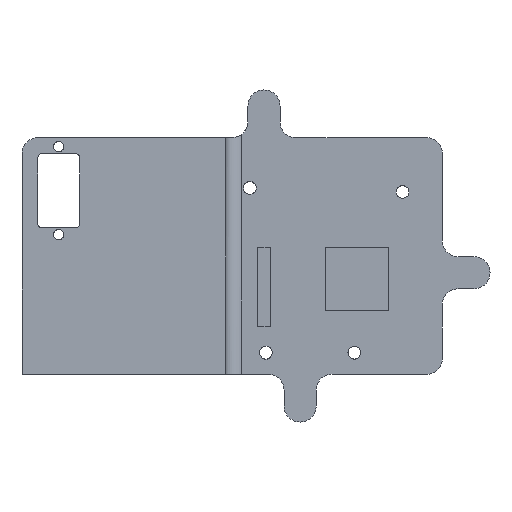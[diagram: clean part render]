
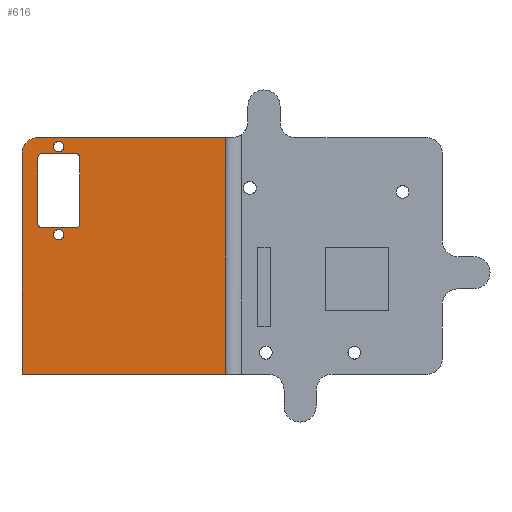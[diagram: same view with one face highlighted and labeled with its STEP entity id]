
A CAD part, front view. The second image highlights one B-rep face of the part: STEP entity #616.
In plain terms, the highlighted planar face has unit normal (0, -1, 0).
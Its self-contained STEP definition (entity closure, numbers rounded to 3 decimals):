
#16 = CARTESIAN_POINT ( 'NONE',  ( 5.25, -34.8, -32.3 ) ) ;
#33 = VERTEX_POINT ( 'NONE', #695 ) ;
#84 = CARTESIAN_POINT ( 'NONE',  ( 0., -34.8, -56.6 ) ) ;
#101 = EDGE_CURVE ( 'NONE', #33, #2070, #484, .T. ) ;
#107 = VECTOR ( 'NONE', #2160, 1000. ) ;
#116 = CIRCLE ( 'NONE', #1099, 1.6 ) ;
#140 = EDGE_CURVE ( 'NONE', #2053, #1985, #535, .T. ) ;
#160 = AXIS2_PLACEMENT_3D ( 'NONE', #16, #1024, #1839 ) ;
#167 = CARTESIAN_POINT ( 'NONE',  ( 0., -34.8, -58.2 ) ) ;
#172 = ORIENTED_EDGE ( 'NONE', *, *, #1732, .T. ) ;
#196 = CIRCLE ( 'NONE', #1048, 1.6 ) ;
#220 = CARTESIAN_POINT ( 'NONE',  ( -5.25, -34.8, -53.1 ) ) ;
#222 = CARTESIAN_POINT ( 'NONE',  ( 0., -34.8, -30.4 ) ) ;
#228 = ORIENTED_EDGE ( 'NONE', *, *, #101, .F. ) ;
#281 = AXIS2_PLACEMENT_3D ( 'NONE', #874, #2301, #1484 ) ;
#283 = LINE ( 'NONE', #2559, #2247 ) ;
#297 = EDGE_CURVE ( 'NONE', #1133, #1313, #566, .T. ) ;
#303 = VERTEX_POINT ( 'NONE', #2610 ) ;
#306 = ORIENTED_EDGE ( 'NONE', *, *, #140, .T. ) ;
#308 = DIRECTION ( 'NONE',  ( 0., 1., 0. ) ) ;
#327 = CARTESIAN_POINT ( 'NONE',  ( 5.25, -34.8, -30.95 ) ) ;
#345 = EDGE_CURVE ( 'NONE', #1313, #33, #987, .T. ) ;
#346 = DIRECTION ( 'NONE',  ( 0., 0., 1. ) ) ;
#356 = EDGE_LOOP ( 'NONE', ( #1171, #2345 ) ) ;
#373 = DIRECTION ( 'NONE',  ( 0., 1., 0. ) ) ;
#390 = ORIENTED_EDGE ( 'NONE', *, *, #345, .F. ) ;
#392 = DIRECTION ( 'NONE',  ( 0., 1., 0. ) ) ;
#403 = ORIENTED_EDGE ( 'NONE', *, *, #2550, .T. ) ;
#408 = ORIENTED_EDGE ( 'NONE', *, *, #297, .F. ) ;
#415 = CARTESIAN_POINT ( 'NONE',  ( -6.6, -34.8, -30.95 ) ) ;
#484 = LINE ( 'NONE', #1302, #1809 ) ;
#496 = VECTOR ( 'NONE', #2452, 1000. ) ;
#497 = FACE_BOUND ( 'NONE', #1341, .T. ) ;
#514 = CARTESIAN_POINT ( 'NONE',  ( -5.25, -34.8, -32.3 ) ) ;
#535 = LINE ( 'NONE', #1344, #1422 ) ;
#553 = VERTEX_POINT ( 'NONE', #1278 ) ;
#566 = CIRCLE ( 'NONE', #1300, 5. ) ;
#567 = CARTESIAN_POINT ( 'NONE',  ( -11.6, -34.8, -100.7 ) ) ;
#583 = VERTEX_POINT ( 'NONE', #2492 ) ;
#616 = ADVANCED_FACE ( 'NONE', ( #1117, #1258, #1106, #497 ), #1660, .F. ) ;
#649 = EDGE_CURVE ( 'NONE', #2050, #702, #762, .T. ) ;
#695 = CARTESIAN_POINT ( 'NONE',  ( 52.85, -34.8, -25.95 ) ) ;
#702 = VERTEX_POINT ( 'NONE', #327 ) ;
#710 = CIRCLE ( 'NONE', #1055, 1.6 ) ;
#740 = CARTESIAN_POINT ( 'NONE',  ( 0., -34.8, -27.2 ) ) ;
#760 = CARTESIAN_POINT ( 'NONE',  ( -5.25, -34.8, -30.95 ) ) ;
#762 = LINE ( 'NONE', #2187, #107 ) ;
#794 = VERTEX_POINT ( 'NONE', #1654 ) ;
#798 = EDGE_LOOP ( 'NONE', ( #228, #390, #408, #1371, #1712 ) ) ;
#820 = DIRECTION ( 'NONE',  ( 0., 0., 1. ) ) ;
#874 = CARTESIAN_POINT ( 'NONE',  ( 5.25, -34.8, -53.1 ) ) ;
#888 = CARTESIAN_POINT ( 'NONE',  ( 6.6, -34.8, -53.1 ) ) ;
#894 = EDGE_LOOP ( 'NONE', ( #2637, #2617 ) ) ;
#987 = LINE ( 'NONE', #1002, #2283 ) ;
#1002 = CARTESIAN_POINT ( 'NONE',  ( -6.6, -34.8, -25.95 ) ) ;
#1009 = DIRECTION ( 'NONE',  ( 0., 1., 0. ) ) ;
#1024 = DIRECTION ( 'NONE',  ( 0., 1., 0. ) ) ;
#1048 = AXIS2_PLACEMENT_3D ( 'NONE', #1550, #1799, #2544 ) ;
#1055 = AXIS2_PLACEMENT_3D ( 'NONE', #1655, #1834, #820 ) ;
#1061 = EDGE_CURVE ( 'NONE', #1270, #2053, #2625, .T. ) ;
#1098 = CARTESIAN_POINT ( 'NONE',  ( -6.6, -34.8, -32.3 ) ) ;
#1099 = AXIS2_PLACEMENT_3D ( 'NONE', #2193, #373, #1959 ) ;
#1105 = VECTOR ( 'NONE', #346, 1000. ) ;
#1106 = FACE_OUTER_BOUND ( 'NONE', #798, .T. ) ;
#1117 = FACE_BOUND ( 'NONE', #894, .T. ) ;
#1133 = VERTEX_POINT ( 'NONE', #1520 ) ;
#1149 = ORIENTED_EDGE ( 'NONE', *, *, #1174, .T. ) ;
#1157 = EDGE_CURVE ( 'NONE', #2438, #1579, #196, .T. ) ;
#1162 = ORIENTED_EDGE ( 'NONE', *, *, #1463, .T. ) ;
#1171 = ORIENTED_EDGE ( 'NONE', *, *, #1728, .T. ) ;
#1172 = DIRECTION ( 'NONE',  ( 0., 1., 0. ) ) ;
#1174 = EDGE_CURVE ( 'NONE', #794, #2246, #283, .T. ) ;
#1198 = DIRECTION ( 'NONE',  ( 1., 0., 0. ) ) ;
#1231 = VERTEX_POINT ( 'NONE', #167 ) ;
#1240 = EDGE_CURVE ( 'NONE', #1231, #553, #2549, .T. ) ;
#1258 = FACE_BOUND ( 'NONE', #356, .T. ) ;
#1262 = CIRCLE ( 'NONE', #1439, 1.35 ) ;
#1270 = VERTEX_POINT ( 'NONE', #888 ) ;
#1274 = CIRCLE ( 'NONE', #160, 1.35 ) ;
#1278 = CARTESIAN_POINT ( 'NONE',  ( 0., -34.8, -55. ) ) ;
#1300 = AXIS2_PLACEMENT_3D ( 'NONE', #415, #392, #1634 ) ;
#1302 = CARTESIAN_POINT ( 'NONE',  ( 52.85, -34.8, -100.7 ) ) ;
#1313 = VERTEX_POINT ( 'NONE', #2325 ) ;
#1319 = CARTESIAN_POINT ( 'NONE',  ( -6.6, -34.8, -30.95 ) ) ;
#1336 = DIRECTION ( 'NONE',  ( 0., 0., 1. ) ) ;
#1341 = EDGE_LOOP ( 'NONE', ( #1381, #1149, #172, #2249, #403, #1162, #2348, #306 ) ) ;
#1344 = CARTESIAN_POINT ( 'NONE',  ( -5.25, -34.8, -54.45 ) ) ;
#1371 = ORIENTED_EDGE ( 'NONE', *, *, #2368, .F. ) ;
#1380 = CARTESIAN_POINT ( 'NONE',  ( -5.25, -34.8, -54.45 ) ) ;
#1381 = ORIENTED_EDGE ( 'NONE', *, *, #2484, .T. ) ;
#1422 = VECTOR ( 'NONE', #1988, 1000. ) ;
#1439 = AXIS2_PLACEMENT_3D ( 'NONE', #514, #1172, #1336 ) ;
#1463 = EDGE_CURVE ( 'NONE', #303, #1270, #1836, .T. ) ;
#1484 = DIRECTION ( 'NONE',  ( 0., 0., 1. ) ) ;
#1520 = CARTESIAN_POINT ( 'NONE',  ( -11.6, -34.8, -30.95 ) ) ;
#1541 = CARTESIAN_POINT ( 'NONE',  ( 5.25, -34.8, -54.45 ) ) ;
#1550 = CARTESIAN_POINT ( 'NONE',  ( 0., -34.8, -28.8 ) ) ;
#1579 = VERTEX_POINT ( 'NONE', #222 ) ;
#1634 = DIRECTION ( 'NONE',  ( 0., 0., 1. ) ) ;
#1654 = CARTESIAN_POINT ( 'NONE',  ( -6.6, -34.8, -53.1 ) ) ;
#1655 = CARTESIAN_POINT ( 'NONE',  ( 0., -34.8, -56.6 ) ) ;
#1660 = PLANE ( 'NONE',  #2586 ) ;
#1712 = ORIENTED_EDGE ( 'NONE', *, *, #1950, .F. ) ;
#1728 = EDGE_CURVE ( 'NONE', #1579, #2438, #116, .T. ) ;
#1732 = EDGE_CURVE ( 'NONE', #2246, #2050, #1262, .T. ) ;
#1753 = LINE ( 'NONE', #567, #1914 ) ;
#1799 = DIRECTION ( 'NONE',  ( 0., 1., 0. ) ) ;
#1809 = VECTOR ( 'NONE', #2120, 1000. ) ;
#1834 = DIRECTION ( 'NONE',  ( 0., 1., 0. ) ) ;
#1836 = LINE ( 'NONE', #2621, #496 ) ;
#1839 = DIRECTION ( 'NONE',  ( 0., 0., 1. ) ) ;
#1914 = VECTOR ( 'NONE', #2409, 1000. ) ;
#1935 = DIRECTION ( 'NONE',  ( 0., 0., 1. ) ) ;
#1950 = EDGE_CURVE ( 'NONE', #2070, #583, #1753, .T. ) ;
#1959 = DIRECTION ( 'NONE',  ( 0., 0., 1. ) ) ;
#1985 = VERTEX_POINT ( 'NONE', #1380 ) ;
#1988 = DIRECTION ( 'NONE',  ( -1., 0., 0. ) ) ;
#2050 = VERTEX_POINT ( 'NONE', #760 ) ;
#2053 = VERTEX_POINT ( 'NONE', #1541 ) ;
#2070 = VERTEX_POINT ( 'NONE', #2358 ) ;
#2088 = CIRCLE ( 'NONE', #2215, 1.35 ) ;
#2109 = EDGE_CURVE ( 'NONE', #553, #1231, #710, .T. ) ;
#2120 = DIRECTION ( 'NONE',  ( 0., 0., -1. ) ) ;
#2137 = DIRECTION ( 'NONE',  ( 0., 1., 0. ) ) ;
#2160 = DIRECTION ( 'NONE',  ( 1., 0., 0. ) ) ;
#2187 = CARTESIAN_POINT ( 'NONE',  ( -5.25, -34.8, -30.95 ) ) ;
#2193 = CARTESIAN_POINT ( 'NONE',  ( 0., -34.8, -28.8 ) ) ;
#2215 = AXIS2_PLACEMENT_3D ( 'NONE', #220, #1009, #2255 ) ;
#2246 = VERTEX_POINT ( 'NONE', #1098 ) ;
#2247 = VECTOR ( 'NONE', #2531, 1000. ) ;
#2249 = ORIENTED_EDGE ( 'NONE', *, *, #649, .T. ) ;
#2255 = DIRECTION ( 'NONE',  ( 0., 0., 1. ) ) ;
#2283 = VECTOR ( 'NONE', #1198, 1000. ) ;
#2301 = DIRECTION ( 'NONE',  ( 0., 1., 0. ) ) ;
#2325 = CARTESIAN_POINT ( 'NONE',  ( -6.6, -34.8, -25.95 ) ) ;
#2337 = AXIS2_PLACEMENT_3D ( 'NONE', #84, #308, #2614 ) ;
#2345 = ORIENTED_EDGE ( 'NONE', *, *, #1157, .T. ) ;
#2348 = ORIENTED_EDGE ( 'NONE', *, *, #1061, .T. ) ;
#2358 = CARTESIAN_POINT ( 'NONE',  ( 52.85, -34.8, -100.7 ) ) ;
#2368 = EDGE_CURVE ( 'NONE', #583, #1133, #2379, .T. ) ;
#2379 = LINE ( 'NONE', #2392, #1105 ) ;
#2392 = CARTESIAN_POINT ( 'NONE',  ( -11.6, -34.8, -59.45 ) ) ;
#2409 = DIRECTION ( 'NONE',  ( -1., 0., 0. ) ) ;
#2438 = VERTEX_POINT ( 'NONE', #740 ) ;
#2452 = DIRECTION ( 'NONE',  ( 0., 0., -1. ) ) ;
#2484 = EDGE_CURVE ( 'NONE', #1985, #794, #2088, .T. ) ;
#2492 = CARTESIAN_POINT ( 'NONE',  ( -11.6, -34.8, -100.7 ) ) ;
#2531 = DIRECTION ( 'NONE',  ( 0., 0., 1. ) ) ;
#2544 = DIRECTION ( 'NONE',  ( 0., 0., 1. ) ) ;
#2549 = CIRCLE ( 'NONE', #2337, 1.6 ) ;
#2550 = EDGE_CURVE ( 'NONE', #702, #303, #1274, .T. ) ;
#2559 = CARTESIAN_POINT ( 'NONE',  ( -6.6, -34.8, -53.1 ) ) ;
#2586 = AXIS2_PLACEMENT_3D ( 'NONE', #1319, #2137, #1935 ) ;
#2610 = CARTESIAN_POINT ( 'NONE',  ( 6.6, -34.8, -32.3 ) ) ;
#2614 = DIRECTION ( 'NONE',  ( 0., 0., 1. ) ) ;
#2617 = ORIENTED_EDGE ( 'NONE', *, *, #2109, .T. ) ;
#2621 = CARTESIAN_POINT ( 'NONE',  ( 6.6, -34.8, -32.3 ) ) ;
#2625 = CIRCLE ( 'NONE', #281, 1.35 ) ;
#2637 = ORIENTED_EDGE ( 'NONE', *, *, #1240, .T. ) ;
